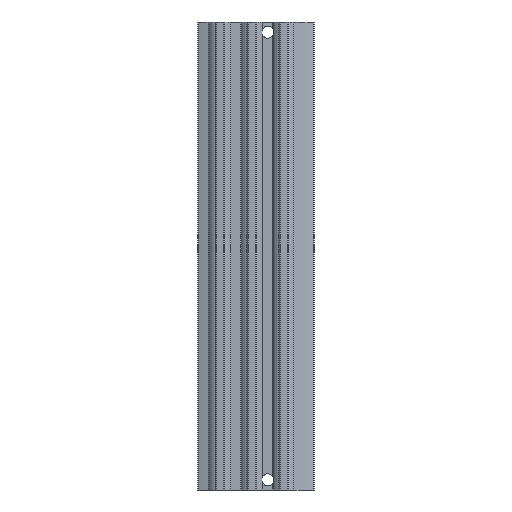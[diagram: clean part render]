
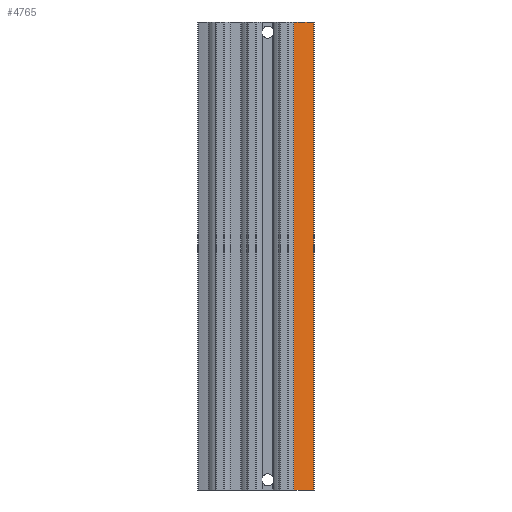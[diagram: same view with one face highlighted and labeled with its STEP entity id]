
A CAD part, front view. The second image highlights one B-rep face of the part: STEP entity #4765.
In plain terms, the highlighted cylindrical face has radius 60 mm (diameter 120 mm), a partial arc.
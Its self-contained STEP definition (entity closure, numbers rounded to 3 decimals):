
#273=CIRCLE('',#5105,60.);
#274=CIRCLE('',#5106,60.);
#746=ORIENTED_EDGE('',*,*,#1954,.F.);
#747=ORIENTED_EDGE('',*,*,#1953,.F.);
#748=ORIENTED_EDGE('',*,*,#1955,.T.);
#749=ORIENTED_EDGE('',*,*,#1956,.T.);
#1953=EDGE_CURVE('',#2551,#2550,#2978,.T.);
#1954=EDGE_CURVE('',#2550,#2552,#273,.T.);
#1955=EDGE_CURVE('',#2551,#2553,#274,.T.);
#1956=EDGE_CURVE('',#2553,#2552,#2979,.T.);
#2550=VERTEX_POINT('',#8102);
#2551=VERTEX_POINT('',#8104);
#2552=VERTEX_POINT('',#8108);
#2553=VERTEX_POINT('',#8110);
#2978=LINE('',#8105,#3230);
#2979=LINE('',#8111,#3231);
#3230=VECTOR('',#5743,1000.);
#3231=VECTOR('',#5750,1000.);
#3523=EDGE_LOOP('',(#746,#747,#748,#749));
#4073=FACE_BOUND('',#3523,.T.);
#4631=CYLINDRICAL_SURFACE('',#5104,60.);
#4765=ADVANCED_FACE('',(#4073),#4631,.T.);
#5104=AXIS2_PLACEMENT_3D('',#8106,#5744,#5745);
#5105=AXIS2_PLACEMENT_3D('',#8107,#5746,#5747);
#5106=AXIS2_PLACEMENT_3D('',#8109,#5748,#5749);
#5743=DIRECTION('',(0.,0.,1.));
#5744=DIRECTION('',(0.,0.,1.));
#5745=DIRECTION('',(1.,0.,0.));
#5746=DIRECTION('',(0.,0.,1.));
#5747=DIRECTION('',(1.,0.,0.));
#5748=DIRECTION('',(0.,0.,1.));
#5749=DIRECTION('',(1.,0.,0.));
#5750=DIRECTION('',(0.,0.,1.));
#8102=CARTESIAN_POINT('',(-21.382,4.442,0.));
#8104=CARTESIAN_POINT('',(-21.382,4.442,-161.5));
#8105=CARTESIAN_POINT('',(-21.382,4.442,-161.5));
#8106=CARTESIAN_POINT('',(-1.466,61.039,-161.5));
#8107=CARTESIAN_POINT('',(-1.466,61.039,0.));
#8108=CARTESIAN_POINT('',(-14.403,2.451,0.));
#8109=CARTESIAN_POINT('',(-1.466,61.039,-161.5));
#8110=CARTESIAN_POINT('',(-14.403,2.451,-161.5));
#8111=CARTESIAN_POINT('',(-14.403,2.451,-161.5));
